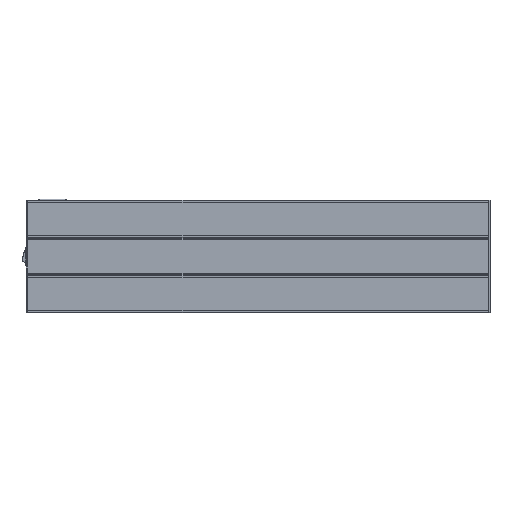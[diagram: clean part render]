
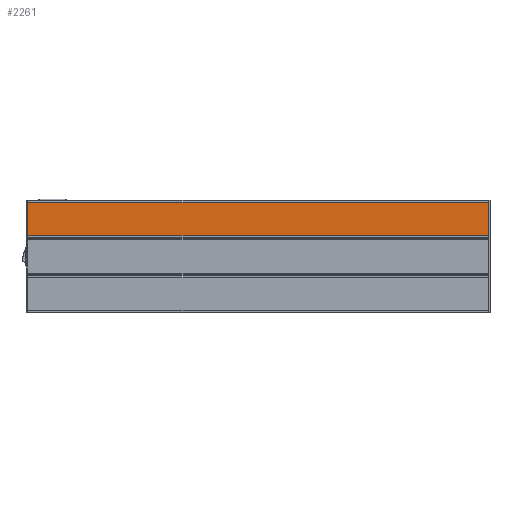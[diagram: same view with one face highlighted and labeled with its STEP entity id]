
A CAD part, front view. The second image highlights one B-rep face of the part: STEP entity #2261.
In plain terms, the highlighted planar face has unit normal (0, -1, 0).
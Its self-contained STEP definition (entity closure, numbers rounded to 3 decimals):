
#2261=ADVANCED_FACE('',(#3600),#13404,.T.);
#3600=FACE_OUTER_BOUND('',#5147,.F.);
#5147=EDGE_LOOP('',(#8572,#8573,#8574,#8575));
#8572=ORIENTED_EDGE('',*,*,#25912,.T.);
#8573=ORIENTED_EDGE('',*,*,#24884,.F.);
#8574=ORIENTED_EDGE('',*,*,#25911,.T.);
#8575=ORIENTED_EDGE('',*,*,#24883,.F.);
#13404=PLANE('',#32921);
#20713=LINE('',#43305,#22583);
#20714=LINE('',#43306,#22584);
#21489=LINE('',#49029,#23359);
#21490=LINE('',#49030,#23360);
#22583=VECTOR('',#34678,862.5);
#22584=VECTOR('',#34679,862.5);
#23359=VECTOR('',#35550,62.);
#23360=VECTOR('',#35551,62.);
#24883=EDGE_CURVE('',#30817,#31083,#20713,.T.);
#24884=EDGE_CURVE('',#31081,#30816,#20714,.T.);
#25911=EDGE_CURVE('',#31081,#31083,#21489,.T.);
#25912=EDGE_CURVE('',#30817,#30816,#21490,.T.);
#30816=VERTEX_POINT('',#42395);
#30817=VERTEX_POINT('',#42396);
#31081=VERTEX_POINT('',#42660);
#31083=VERTEX_POINT('',#42662);
#32921=AXIS2_PLACEMENT_3D('',#58867,#38698,#38699);
#34678=DIRECTION('',(1.,0.,0.));
#34679=DIRECTION('',(-1.,0.,0.));
#35550=DIRECTION('',(0.,0.,-1.));
#35551=DIRECTION('',(0.,0.,1.));
#38698=DIRECTION('',(0.,-1.,0.));
#38699=DIRECTION('',(1.,0.,0.));
#42395=CARTESIAN_POINT('',(0.,1.3,-4.));
#42396=CARTESIAN_POINT('',(0.,1.3,-66.));
#42660=CARTESIAN_POINT('',(862.5,1.3,-4.));
#42662=CARTESIAN_POINT('',(862.5,1.3,-66.));
#43305=CARTESIAN_POINT('',(0.,1.3,-66.));
#43306=CARTESIAN_POINT('',(862.5,1.3,-4.));
#49029=CARTESIAN_POINT('',(862.5,1.3,-4.));
#49030=CARTESIAN_POINT('',(0.,1.3,-66.));
#58867=CARTESIAN_POINT('',(-8.625,1.3,-74.625));
